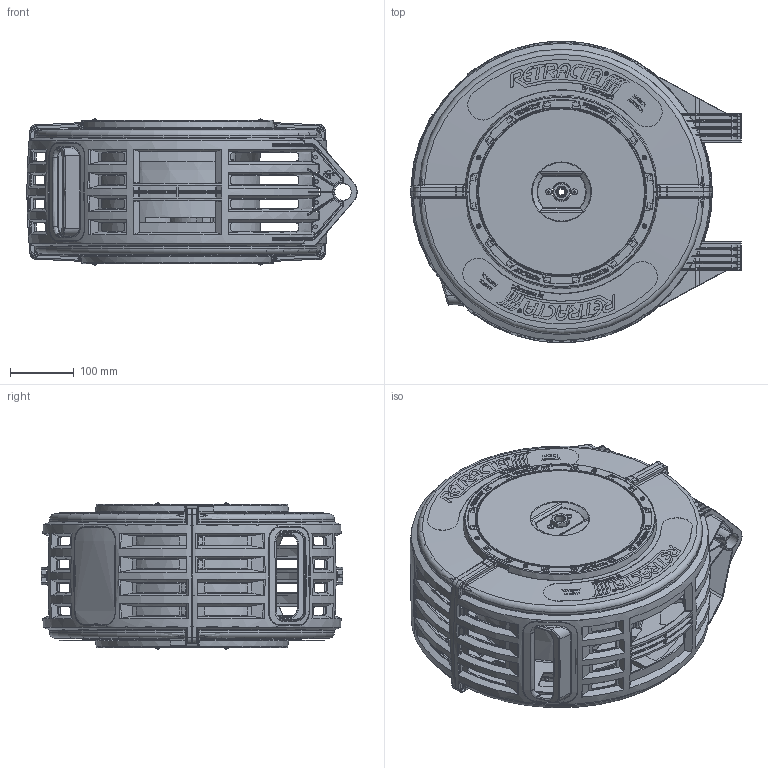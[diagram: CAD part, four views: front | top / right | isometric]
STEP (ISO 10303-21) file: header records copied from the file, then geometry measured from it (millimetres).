
FILE_DESCRIPTION (( 'STEP AP214' ), '1' );
FILE_NAME ('RETRACTA R3 no bracket.STEP', '2019-02-06T23:45:03', ( '' ), ( '' ), 'SwSTEP 2.0', 'SolidWorks 2018', '' );
FILE_SCHEMA (( 'AUTOMOTIVE_DESIGN' ));
Length unit declared in the file: millimetre
Products named in the file (1): RETRACTA R3 no bracket
Bounding box: 519.5 x 474.05 x 229.66 mm (x, y, z)
Surface area: 1421683.4 mm2 (no closed solid volume)
Topology: 0 solids, 362 shells, 2942 faces, 18478 edges, 15529 vertices
Faces by surface type: plane 1082, cylinder 611, bspline 551, torus 388, cone 300, sphere 10
Full cylindrical faces by diameter (mm): 6 x8, 6.7 x8, 9.39 x2, 26 x2, 30 x1, 262 x1, 267 x1, 428 x2
Entity records: 247953 total; most frequent: CARTESIAN_POINT 100913, ORIENTED_EDGE 23127, EDGE_CURVE 18349, DIRECTION 16198, VERTEX_POINT 15489, B_SPLINE_CURVE_WITH_KNOTS 10315, AXIS2_PLACEMENT_3D 5929, LINE 4340
